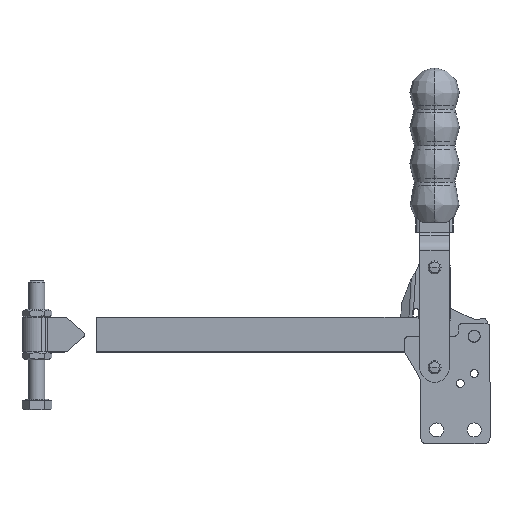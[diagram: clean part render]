
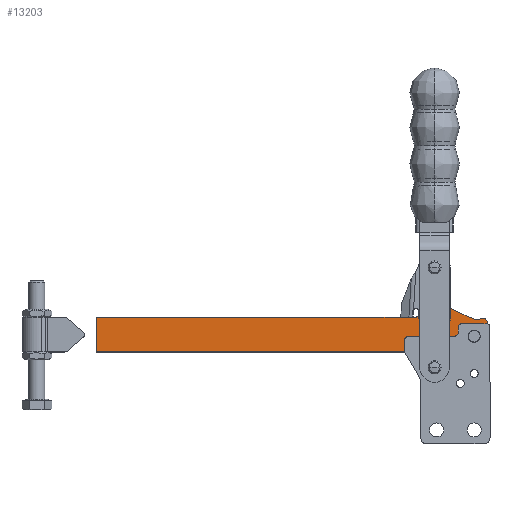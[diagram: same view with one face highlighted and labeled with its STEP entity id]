
A CAD part, top view. The second image highlights one B-rep face of the part: STEP entity #13203.
In plain terms, the highlighted planar face has unit normal (0, 0, 1).
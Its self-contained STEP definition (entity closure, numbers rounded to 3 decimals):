
#12691=CARTESIAN_POINT('',(3.971,45.226,9.2));
#12692=VERTEX_POINT('',#12691);
#12701=CARTESIAN_POINT('',(9.9,44.301,9.2));
#12702=VERTEX_POINT('',#12701);
#12703=CARTESIAN_POINT('',(6.935,44.763,9.2));
#12704=DIRECTION('',(0.,0.,1.0));
#12705=DIRECTION('',(0.909,-0.416,0.));
#12706=AXIS2_PLACEMENT_3D('',#12703,#12704,#12705);
#12707=CIRCLE('',#12706,3.);
#12708=EDGE_CURVE('',#12692,#12702,#12707,.T.);
#12733=CARTESIAN_POINT('',(24.,36.213,9.2));
#12734=VERTEX_POINT('',#12733);
#12743=CARTESIAN_POINT('',(30.,36.213,9.2));
#12744=VERTEX_POINT('',#12743);
#12745=CARTESIAN_POINT('',(27.,36.213,9.2));
#12746=DIRECTION('',(0.,0.,1.0));
#12747=DIRECTION('',(0.909,-0.416,0.));
#12748=AXIS2_PLACEMENT_3D('',#12745,#12746,#12747);
#12749=CIRCLE('',#12748,3.);
#12750=EDGE_CURVE('',#12734,#12744,#12749,.T.);
#12785=CARTESIAN_POINT('',(-163.935,26.784,9.2));
#12786=VERTEX_POINT('',#12785);
#12793=CARTESIAN_POINT('',(-164.066,44.284,9.2));
#12794=VERTEX_POINT('',#12793);
#12795=CARTESIAN_POINT('',(-164.066,44.284,9.2));
#12796=DIRECTION('',(0.007,-1.,0.0));
#12797=VECTOR('',#12796,17.5);
#12798=LINE('',#12795,#12797);
#12799=EDGE_CURVE('',#12794,#12786,#12798,.T.);
#12815=CARTESIAN_POINT('',(-2.93,45.49,9.2));
#12816=VERTEX_POINT('',#12815);
#12817=CARTESIAN_POINT('',(-164.066,44.284,9.2));
#12818=DIRECTION('',(1.,0.007,0.));
#12819=VECTOR('',#12818,161.14);
#12820=LINE('',#12817,#12819);
#12821=EDGE_CURVE('',#12794,#12816,#12820,.T.);
#12846=CARTESIAN_POINT('',(-1.017,46.958,9.2));
#12847=VERTEX_POINT('',#12846);
#12848=CARTESIAN_POINT('',(-2.945,47.49,9.2));
#12849=DIRECTION('',(0.,0.,1.0));
#12850=DIRECTION('',(-0.007,1.,0.));
#12851=AXIS2_PLACEMENT_3D('',#12848,#12849,#12850);
#12852=CIRCLE('',#12851,2.0);
#12853=EDGE_CURVE('',#12816,#12847,#12852,.T.);
#12879=CARTESIAN_POINT('',(10.366,52.266,9.2));
#12880=VERTEX_POINT('',#12879);
#12881=CARTESIAN_POINT('',(6.935,44.763,9.2));
#12882=DIRECTION('',(0.,0.,-1.));
#12883=DIRECTION('',(0.416,0.909,0.));
#12884=AXIS2_PLACEMENT_3D('',#12881,#12882,#12883);
#12885=CIRCLE('',#12884,8.25);
#12886=EDGE_CURVE('',#12847,#12880,#12885,.T.);
#12912=CARTESIAN_POINT('',(26.957,44.68,9.2));
#12913=VERTEX_POINT('',#12912);
#12914=CARTESIAN_POINT('',(10.366,52.266,9.2));
#12915=DIRECTION('',(0.909,-0.416,0.));
#12916=VECTOR('',#12915,18.243);
#12917=LINE('',#12914,#12916);
#12918=EDGE_CURVE('',#12880,#12913,#12917,.T.);
#12943=CARTESIAN_POINT('',(29.829,44.887,9.2));
#12944=VERTEX_POINT('',#12943);
#12945=CARTESIAN_POINT('',(28.205,47.409,9.2));
#12946=DIRECTION('',(0.,0.,1.));
#12947=DIRECTION('',(0.416,0.909,0.));
#12948=AXIS2_PLACEMENT_3D('',#12945,#12946,#12947);
#12949=CIRCLE('',#12948,3.0);
#12950=EDGE_CURVE('',#12913,#12944,#12949,.T.);
#12976=CARTESIAN_POINT('',(33.495,43.737,9.2));
#12977=VERTEX_POINT('',#12976);
#12978=CARTESIAN_POINT('',(31.183,42.785,9.2));
#12979=DIRECTION('',(0.,0.,-1.0));
#12980=DIRECTION('',(0.925,0.381,0.));
#12981=AXIS2_PLACEMENT_3D('',#12978,#12979,#12980);
#12982=CIRCLE('',#12981,2.5);
#12983=EDGE_CURVE('',#12944,#12977,#12982,.T.);
#13009=CARTESIAN_POINT('',(34.626,32.27,9.2));
#13010=VERTEX_POINT('',#13009);
#13011=CARTESIAN_POINT('',(15.,36.124,9.2));
#13012=DIRECTION('',(0.,0.,-1.0));
#13013=DIRECTION('',(0.981,-0.193,0.));
#13014=AXIS2_PLACEMENT_3D('',#13011,#13012,#13013);
#13015=CIRCLE('',#13014,20.0);
#13016=EDGE_CURVE('',#12977,#13010,#13015,.T.);
#13042=CARTESIAN_POINT('',(29.757,28.234,9.2));
#13043=VERTEX_POINT('',#13042);
#13044=CARTESIAN_POINT('',(29.719,33.234,9.2));
#13045=DIRECTION('',(0.,0.,-1.0));
#13046=DIRECTION('',(0.007,-1.,0.));
#13047=AXIS2_PLACEMENT_3D('',#13044,#13045,#13046);
#13048=CIRCLE('',#13047,5.0);
#13049=EDGE_CURVE('',#13010,#13043,#13048,.T.);
#13075=CARTESIAN_POINT('',(-163.935,26.784,9.2));
#13076=DIRECTION('',(1.,0.007,0.));
#13077=VECTOR('',#13076,193.697);
#13078=LINE('',#13075,#13077);
#13079=EDGE_CURVE('',#12786,#13043,#13078,.T.);
#13148=CARTESIAN_POINT('',(-21.537,37.274,9.2));
#13149=DIRECTION('',(0.0,0.0,1.0));
#13150=DIRECTION('',(1.,0.007,0.0));
#13151=AXIS2_PLACEMENT_3D('',#13148,#13149,#13150);
#13152=PLANE('',#13151);
#13153=ORIENTED_EDGE('',*,*,#13079,.T.);
#13154=ORIENTED_EDGE('',*,*,#13049,.F.);
#13155=ORIENTED_EDGE('',*,*,#13016,.F.);
#13156=ORIENTED_EDGE('',*,*,#12983,.F.);
#13157=ORIENTED_EDGE('',*,*,#12950,.F.);
#13158=ORIENTED_EDGE('',*,*,#12918,.F.);
#13159=ORIENTED_EDGE('',*,*,#12886,.F.);
#13160=ORIENTED_EDGE('',*,*,#12853,.F.);
#13161=ORIENTED_EDGE('',*,*,#12821,.F.);
#13162=ORIENTED_EDGE('',*,*,#12799,.T.);
#13163=EDGE_LOOP('',(#13153,#13154,#13155,#13156,#13157,#13158,#13159,#13160,#13161,#13162));
#13164=FACE_OUTER_BOUND('',#13163,.T.);
#13165=CARTESIAN_POINT('',(4.207,46.011,9.2));
#13166=VERTEX_POINT('',#13165);
#13167=CARTESIAN_POINT('',(6.935,44.763,9.2));
#13168=DIRECTION('',(0.,0.,1.0));
#13169=DIRECTION('',(0.909,-0.416,0.));
#13170=AXIS2_PLACEMENT_3D('',#13167,#13168,#13169);
#13171=CIRCLE('',#13170,3.);
#13172=EDGE_CURVE('',#13166,#12692,#13171,.T.);
#13173=ORIENTED_EDGE('',*,*,#13172,.F.);
#13174=CARTESIAN_POINT('',(6.935,44.763,9.2));
#13175=DIRECTION('',(0.,0.,1.0));
#13176=DIRECTION('',(0.909,-0.416,0.));
#13177=AXIS2_PLACEMENT_3D('',#13174,#13175,#13176);
#13178=CIRCLE('',#13177,3.);
#13179=EDGE_CURVE('',#12702,#13166,#13178,.T.);
#13180=ORIENTED_EDGE('',*,*,#13179,.F.);
#13181=ORIENTED_EDGE('',*,*,#12708,.F.);
#13182=EDGE_LOOP('',(#13173,#13180,#13181));
#13183=FACE_BOUND('',#13182,.T.);
#13184=CARTESIAN_POINT('',(24.272,37.461,9.2));
#13185=VERTEX_POINT('',#13184);
#13186=CARTESIAN_POINT('',(27.,36.213,9.2));
#13187=DIRECTION('',(0.,0.,1.0));
#13188=DIRECTION('',(0.909,-0.416,0.));
#13189=AXIS2_PLACEMENT_3D('',#13186,#13187,#13188);
#13190=CIRCLE('',#13189,3.);
#13191=EDGE_CURVE('',#13185,#12734,#13190,.T.);
#13192=ORIENTED_EDGE('',*,*,#13191,.F.);
#13193=CARTESIAN_POINT('',(27.,36.213,9.2));
#13194=DIRECTION('',(0.,0.,1.0));
#13195=DIRECTION('',(0.909,-0.416,0.));
#13196=AXIS2_PLACEMENT_3D('',#13193,#13194,#13195);
#13197=CIRCLE('',#13196,3.);
#13198=EDGE_CURVE('',#12744,#13185,#13197,.T.);
#13199=ORIENTED_EDGE('',*,*,#13198,.F.);
#13200=ORIENTED_EDGE('',*,*,#12750,.F.);
#13201=EDGE_LOOP('',(#13192,#13199,#13200));
#13202=FACE_BOUND('',#13201,.T.);
#13203=ADVANCED_FACE('',(#13164,#13183,#13202),#13152,.T.);
